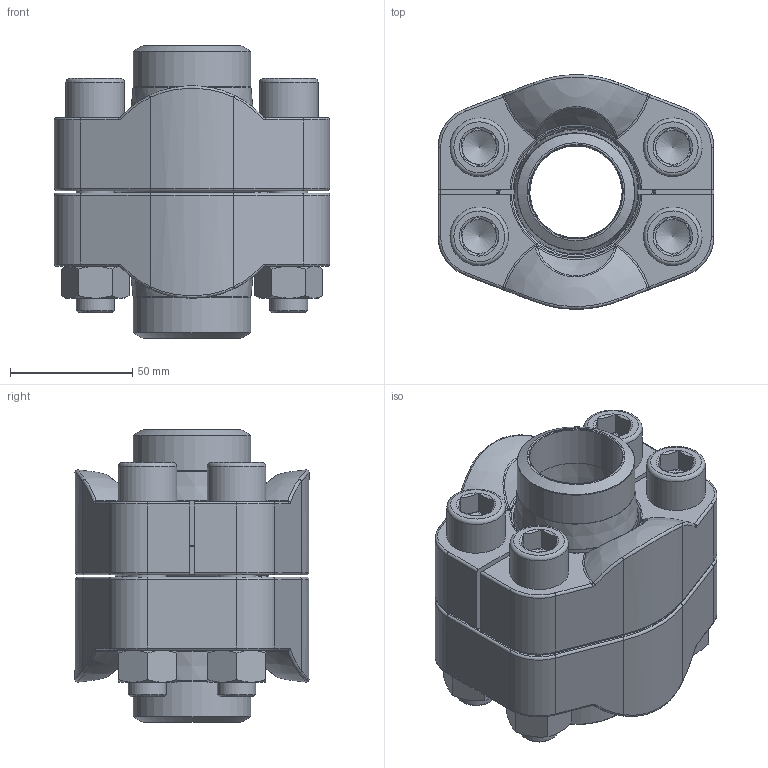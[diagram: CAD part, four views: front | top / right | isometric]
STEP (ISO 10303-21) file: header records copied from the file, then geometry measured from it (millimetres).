
FILE_DESCRIPTION(/* description */ (''),/* implementation_level */ '2;1');
FILE_NAME(/* name */ 'AFK38-626.stp',/* time_stamp */ '2025-01-15T09:05:24+01:00',/* author */ (''),/* organization */ (''),/* preprocessor_version */ 'ST-DEVELOPER v16',/* originating_system */ 'SIEMENS PLM Software NX 10.0',/* authorisation */ '');
FILE_SCHEMA (('AUTOMOTIVE_DESIGN { 1 0 10303 214 3 1 1 1 }'));
Length unit declared in the file: millimetre
Products named in the file (9): X-AFH38-6_einzel; X-FM16; X-AFV38-6; X-AFK38-6; X-M16x80I; X-O47; X-AFA38-6; X-AFH38-6; AFK38-6
Assembly tree (15 placements, depth 3):
  AFK38-6
    X-AFH38-6
      X-AFH38-6_einzel  x2
    X-AFA38-6
    X-O47
    X-M16x80I  x4
    X-AFK38-6
    X-AFV38-6
    X-FM16  x4
Bounding box: 113 x 95.88 x 120 mm (x, y, z)
Volume: 583707.8 mm3; surface area: 151161.9 mm2
Topology: 14 solids, 14 shells, 441 faces, 954 edges, 548 vertices
Faces by surface type: cone 135, plane 129, cylinder 78, torus 66, bspline 28, sphere 4, revolution 1
Full cylindrical faces by diameter (mm): 14.344 x4, 15.682 x4, 17 x8, 24 x4, 38 x2, 38.1 x2, 46.4 x1, 48.3 x2, 50.6 x2, 51.55 x1, 54.166 x1, 63.5 x2, 64.25 x1
Entity records: 6938 total; most frequent: CARTESIAN_POINT 2027, DIRECTION 1041, ORIENTED_EDGE 842, AXIS2_PLACEMENT_3D 473, EDGE_CURVE 421, EDGE_LOOP 324, VERTEX_POINT 281, CIRCLE 247
